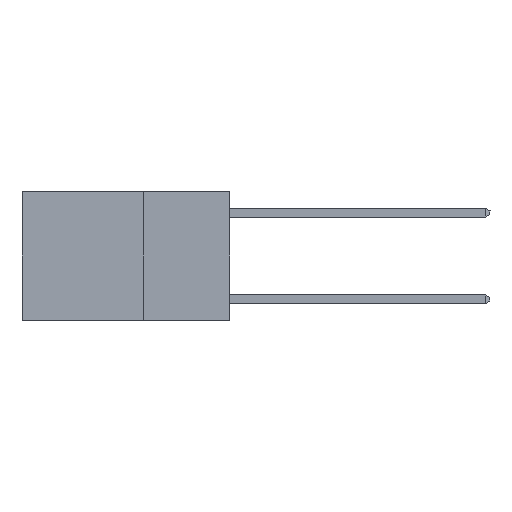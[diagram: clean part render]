
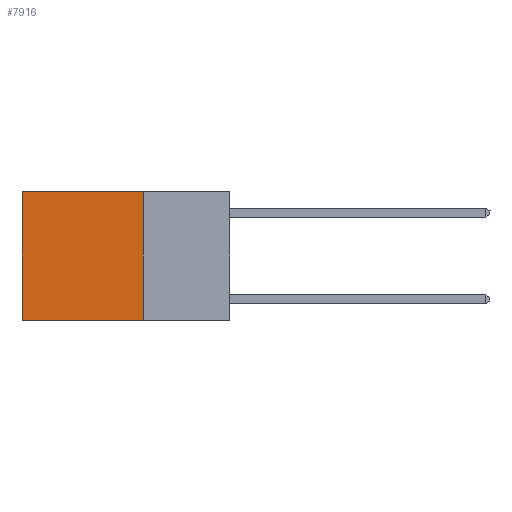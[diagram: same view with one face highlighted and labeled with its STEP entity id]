
A CAD part, left-side view. The second image highlights one B-rep face of the part: STEP entity #7916.
In plain terms, the highlighted planar face has unit normal (-1, 0, 0).
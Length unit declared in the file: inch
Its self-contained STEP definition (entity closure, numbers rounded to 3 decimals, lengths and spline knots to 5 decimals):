
#136 = DIRECTION ( 'NONE',  ( 0., 1., 0. ) ) ;
#987 = DIRECTION ( 'NONE',  ( 0., 0., -1. ) ) ;
#1441 = EDGE_LOOP ( 'NONE', ( #24157, #27504, #3445, #18734 ) ) ;
#1607 = VERTEX_POINT ( 'NONE', #27722 ) ;
#2097 = EDGE_CURVE ( 'NONE', #24913, #1607, #2539, .T. ) ;
#2539 = LINE ( 'NONE', #11852, #21862 ) ;
#3445 = ORIENTED_EDGE ( 'NONE', *, *, #9088, .F. ) ;
#4296 = DIRECTION ( 'NONE',  ( 0., 0., -1. ) ) ;
#6834 = VECTOR ( 'NONE', #7918, 39.37008 ) ;
#7288 = VERTEX_POINT ( 'NONE', #13606 ) ;
#7916 = ADVANCED_FACE ( 'NONE', ( #28304 ), #23718, .F. ) ;
#7918 = DIRECTION ( 'NONE',  ( 0., 1., 0. ) ) ;
#8362 = LINE ( 'NONE', #24345, #6834 ) ;
#8877 = LINE ( 'NONE', #27446, #16259 ) ;
#9088 = EDGE_CURVE ( 'NONE', #24913, #11360, #8877, .T. ) ;
#9878 = DIRECTION ( 'NONE',  ( 1., 0., 0. ) ) ;
#10179 = CARTESIAN_POINT ( 'NONE',  ( 0.2625, 0.25, 0. ) ) ;
#11360 = VERTEX_POINT ( 'NONE', #11536 ) ;
#11536 = CARTESIAN_POINT ( 'NONE',  ( 0.2625, 0.25, -0.37 ) ) ;
#11852 = CARTESIAN_POINT ( 'NONE',  ( 0.2625, 0.25, 0. ) ) ;
#12628 = EDGE_CURVE ( 'NONE', #1607, #7288, #14993, .T. ) ;
#13087 = EDGE_CURVE ( 'NONE', #11360, #7288, #8362, .T. ) ;
#13606 = CARTESIAN_POINT ( 'NONE',  ( 0.2625, 0.6, -0.37 ) ) ;
#14993 = LINE ( 'NONE', #28696, #20415 ) ;
#16259 = VECTOR ( 'NONE', #4296, 39.37008 ) ;
#16694 = AXIS2_PLACEMENT_3D ( 'NONE', #10179, #9878, #26319 ) ;
#18734 = ORIENTED_EDGE ( 'NONE', *, *, #2097, .T. ) ;
#20415 = VECTOR ( 'NONE', #987, 39.37008 ) ;
#21862 = VECTOR ( 'NONE', #136, 39.37008 ) ;
#23718 = PLANE ( 'NONE',  #16694 ) ;
#24157 = ORIENTED_EDGE ( 'NONE', *, *, #12628, .T. ) ;
#24277 = CARTESIAN_POINT ( 'NONE',  ( 0.2625, 0.25, 0. ) ) ;
#24345 = CARTESIAN_POINT ( 'NONE',  ( 0.2625, 0.25, -0.37 ) ) ;
#24913 = VERTEX_POINT ( 'NONE', #24277 ) ;
#26319 = DIRECTION ( 'NONE',  ( 0., 0., -1. ) ) ;
#27446 = CARTESIAN_POINT ( 'NONE',  ( 0.2625, 0.25, 0. ) ) ;
#27504 = ORIENTED_EDGE ( 'NONE', *, *, #13087, .F. ) ;
#27722 = CARTESIAN_POINT ( 'NONE',  ( 0.2625, 0.6, 0. ) ) ;
#28304 = FACE_OUTER_BOUND ( 'NONE', #1441, .T. ) ;
#28696 = CARTESIAN_POINT ( 'NONE',  ( 0.2625, 0.6, 0. ) ) ;
